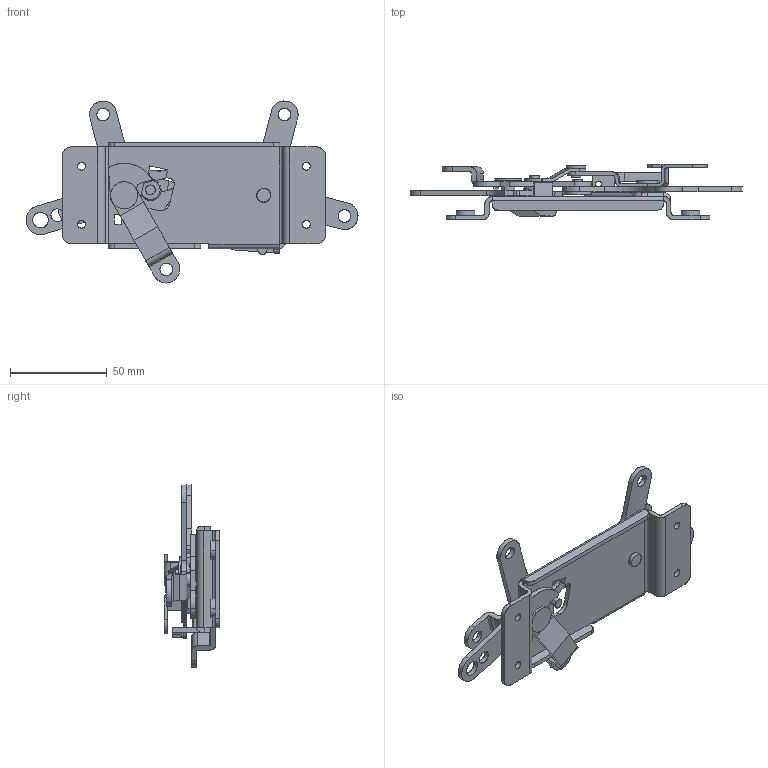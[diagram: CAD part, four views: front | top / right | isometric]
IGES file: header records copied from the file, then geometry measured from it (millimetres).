
Start section: SolidWorks IGES file using analytic representation for surfaces
Global section: file name: C-878-A.IGS; native system: SolidWorks 2007; preprocessor: SolidWorks 2007; author: nhaneda; date: 100811.165459; units: millimetre
Bounding box: 171.27 x 28.7 x 93.9 mm (x, y, z)
Surface area: 40612.9 mm2 (no closed solid volume)
Topology: 0 solids, 0 shells, 365 faces, 6198 edges, 6198 vertices
Faces by surface type: revolution 191, bspline 174
